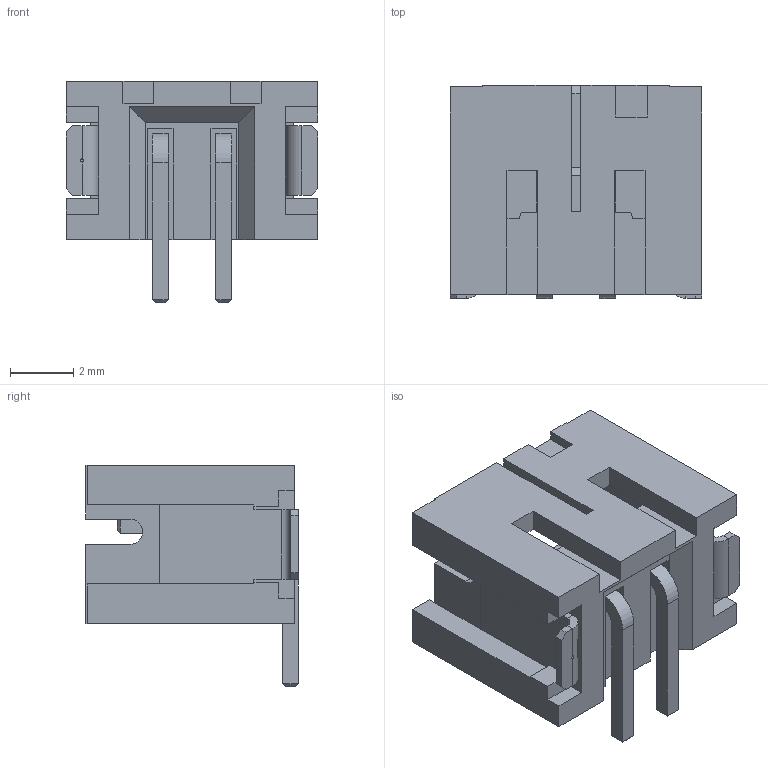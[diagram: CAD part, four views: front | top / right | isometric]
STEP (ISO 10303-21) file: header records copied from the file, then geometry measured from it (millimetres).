
FILE_DESCRIPTION (( 'STEP AP214' ), '1' );
FILE_NAME ('JST-B2B-PH-SM4-TB.STEP', '2020-12-29T21:45:22', ( '' ), ( '' ), 'SwSTEP 2.0', 'SolidWorks 2020', '' );
FILE_SCHEMA (( 'AUTOMOTIVE_DESIGN' ));
Length unit declared in the file: millimetre
Products named in the file (1): JST-B2B-PH-SM4-TB
Bounding box: 7.95 x 6.72 x 7 mm (x, y, z)
Volume: 149.8 mm3; surface area: 404.3 mm2
Topology: 1 solids, 1 shells, 185 faces, 497 edges, 314 vertices
Faces by surface type: plane 169, cylinder 8, bspline 8
Entity records: 7847 total; most frequent: CARTESIAN_POINT 1297, ORIENTED_EDGE 994, DIRECTION 875, EDGE_CURVE 497, LINE 471, VECTOR 471, VERTEX_POINT 314, AXIS2_PLACEMENT_3D 202
